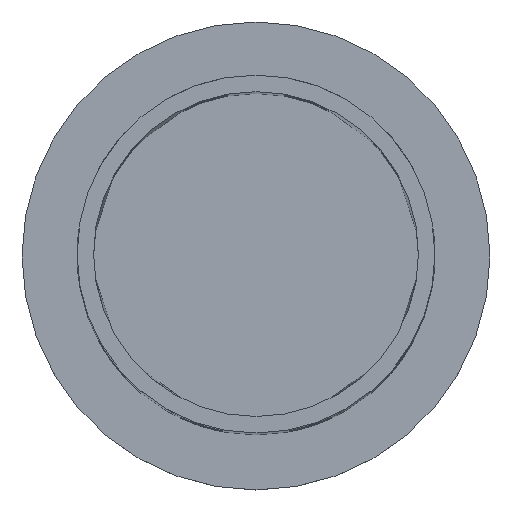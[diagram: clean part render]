
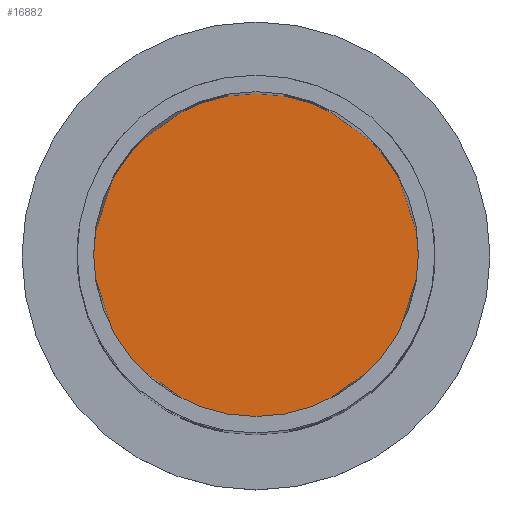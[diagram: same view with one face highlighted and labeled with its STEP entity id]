
A CAD part, top view. The second image highlights one B-rep face of the part: STEP entity #16882.
In plain terms, the highlighted planar face has unit normal (0, 0, 1).
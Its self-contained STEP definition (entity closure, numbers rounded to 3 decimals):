
#16455 = VERTEX_POINT('',#16456);
#16456 = CARTESIAN_POINT('',(29.5,0.,3.));
#16462 = EDGE_CURVE('',#16455,#16455,#16463,.T.);
#16463 = CIRCLE('',#16464,29.5);
#16464 = AXIS2_PLACEMENT_3D('',#16465,#16466,#16467);
#16465 = CARTESIAN_POINT('',(0.,0.,3.));
#16466 = DIRECTION('',(0.,0.,-1.));
#16467 = DIRECTION('',(1.,0.,0.));
#16882 = ADVANCED_FACE('',(#16883),#16886,.T.);
#16883 = FACE_BOUND('',#16884,.T.);
#16884 = EDGE_LOOP('',(#16885));
#16885 = ORIENTED_EDGE('',*,*,#16462,.F.);
#16886 = PLANE('',#16887);
#16887 = AXIS2_PLACEMENT_3D('',#16888,#16889,#16890);
#16888 = CARTESIAN_POINT('',(0.,0.,3.));
#16889 = DIRECTION('',(0.,0.,1.));
#16890 = DIRECTION('',(1.,0.,0.));
